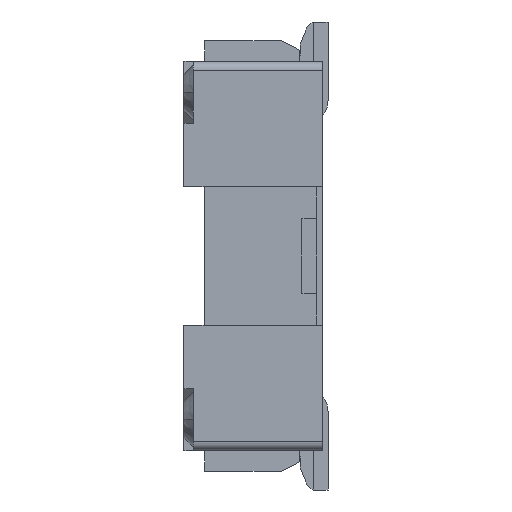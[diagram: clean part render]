
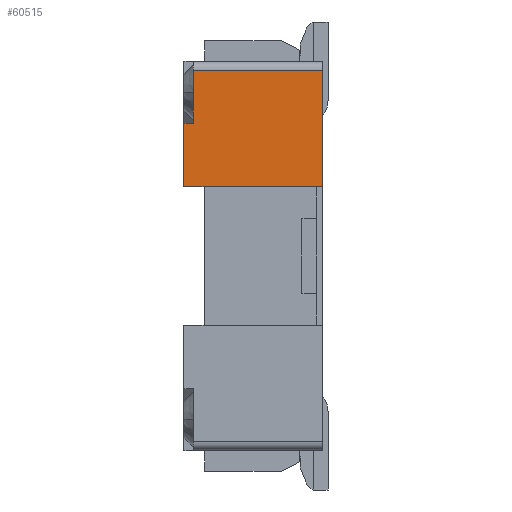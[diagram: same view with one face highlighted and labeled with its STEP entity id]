
A CAD part, left-side view. The second image highlights one B-rep face of the part: STEP entity #60515.
In plain terms, the highlighted planar face has unit normal (-1, 0, 0).
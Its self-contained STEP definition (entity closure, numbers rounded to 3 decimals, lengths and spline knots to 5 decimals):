
#666=DIRECTION('',(0.,1.,0.));
#667=VECTOR('',#666,0.69);
#668=CARTESIAN_POINT('',(-5.25,0.,0.99));
#669=LINE('55724',#668,#667);
#674=DIRECTION('',(0.,0.,1.));
#675=VECTOR('',#674,0.62);
#676=CARTESIAN_POINT('',(-5.25,0.,0.37));
#677=LINE('54301',#676,#675);
#678=DIRECTION('',(0.,0.,-1.));
#679=VECTOR('',#678,0.34);
#680=CARTESIAN_POINT('',(-5.25,0.74,0.71));
#681=LINE('55706',#680,#679);
#682=DIRECTION('',(0.,0.,-1.));
#683=VECTOR('',#682,0.28);
#684=CARTESIAN_POINT('',(-5.25,0.69,0.99));
#685=LINE('55684',#684,#683);
#706=DIRECTION('',(0.,-1.,0.));
#707=VECTOR('',#706,0.74);
#708=CARTESIAN_POINT('',(-5.25,0.74,0.37));
#709=LINE('55725',#708,#707);
#15483=DIRECTION('',(0.,1.,0.));
#15484=VECTOR('',#15483,0.05);
#15485=CARTESIAN_POINT('',(-5.25,0.69,0.71));
#15486=LINE('55726',#15485,#15484);
#45422=CARTESIAN_POINT('',(-5.25,0.,0.99));
#45424=VERTEX_POINT('',#45422);
#45426=CARTESIAN_POINT('',(-5.25,0.,0.37));
#45427=VERTEX_POINT('',#45426);
#47880=CARTESIAN_POINT('',(-5.25,0.69,0.99));
#47882=VERTEX_POINT('',#47880);
#47884=CARTESIAN_POINT('',(-5.25,0.69,0.71));
#47885=VERTEX_POINT('',#47884);
#47920=CARTESIAN_POINT('',(-5.25,0.74,0.71));
#47922=VERTEX_POINT('',#47920);
#47924=CARTESIAN_POINT('',(-5.25,0.74,0.37));
#47925=VERTEX_POINT('',#47924);
#60499=CARTESIAN_POINT('',(-5.25,0.37,0.68));
#60500=DIRECTION('',(1.,0.,0.));
#60501=DIRECTION('',(0.,0.,1.));
#60502=AXIS2_PLACEMENT_3D('',#60499,#60500,#60501);
#60503=PLANE('50330',#60502);
#60504=ORIENTED_EDGE('55724',*,*,#60484,.F.);
#60505=ORIENTED_EDGE('54301',*,*,#59007,.F.);
#60507=ORIENTED_EDGE('55725',*,*,#60506,.F.);
#60509=ORIENTED_EDGE('55706',*,*,#60508,.F.);
#60511=ORIENTED_EDGE('55726',*,*,#60510,.F.);
#60512=ORIENTED_EDGE('55684',*,*,#60454,.F.);
#60513=EDGE_LOOP('50330',(#60504,#60505,#60507,#60509,#60511,#60512));
#60514=FACE_OUTER_BOUND('50330',#60513,.F.);
#59007=EDGE_CURVE('42',#45427,#45424,#677,.T.);
#60454=EDGE_CURVE('55684',#47882,#47885,#685,.T.);
#60484=EDGE_CURVE('159401',#45424,#47882,#669,.T.);
#60506=EDGE_CURVE('55725',#47925,#45427,#709,.T.);
#60508=EDGE_CURVE('55706',#47922,#47925,#681,.T.);
#60510=EDGE_CURVE('55726',#47885,#47922,#15486,.T.);
#60515=ADVANCED_FACE('50330',(#60514),#60503,.F.);
